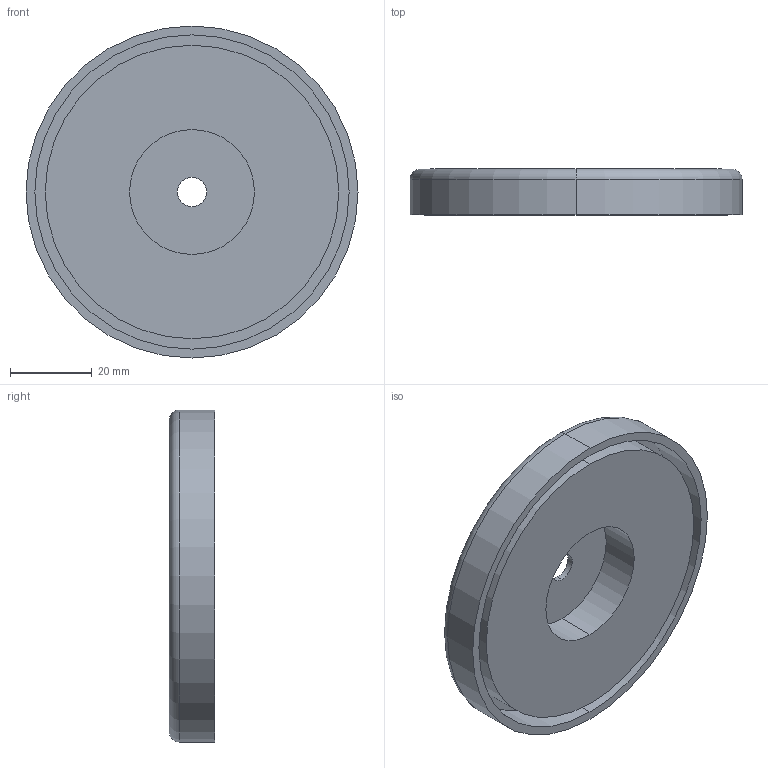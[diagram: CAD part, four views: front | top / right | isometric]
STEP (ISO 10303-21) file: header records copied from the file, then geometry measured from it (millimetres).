
FILE_DESCRIPTION((''),'2;1');
FILE_NAME('192317_ASM','2015-12-18T',('pdmadmin'),(''),'PRO/ENGINEER BY PARAMETRIC TECHNOLOGY CORPORATION, 2013230','PRO/ENGINEER BY PARAMETRIC TECHNOLOGY CORPORATION, 2013230','');
FILE_SCHEMA(('CONFIG_CONTROL_DESIGN'));
Length unit declared in the file: inch
Products named in the file (2): 169856; 192317_ASM
Assembly tree (1 placements, depth 2):
  192317_ASM
    169856
Bounding box: 81.03 x 11.18 x 81.03 mm (x, y, z)
Volume: 44463.8 mm3; surface area: 18253.9 mm2
Topology: 1 solids, 1 shells, 17 faces, 34 edges, 22 vertices
Faces by surface type: cylinder 10, plane 5, torus 2
Entity records: 529 total; most frequent: DIRECTION 98, CARTESIAN_POINT 76, ORIENTED_EDGE 68, AXIS2_PLACEMENT_3D 44, EDGE_CURVE 34, CIRCLE 24, VERTEX_POINT 22, EDGE_LOOP 22
